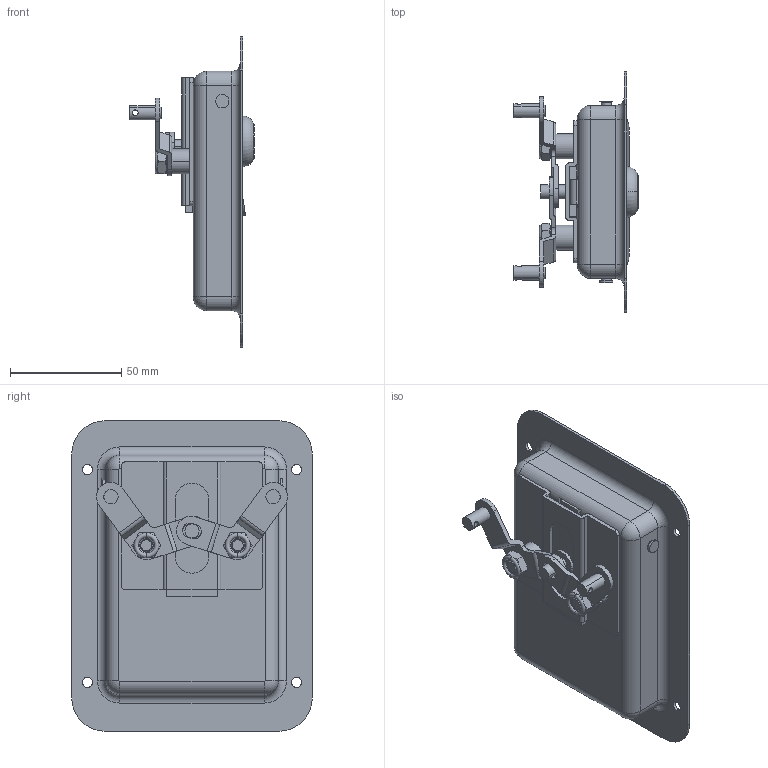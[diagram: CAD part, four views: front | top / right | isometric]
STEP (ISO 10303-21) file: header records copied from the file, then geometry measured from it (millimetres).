
FILE_DESCRIPTION (( 'STEP AP203' ), '1' );
FILE_NAME ('A-1880-1W.STEP', '2020-10-14T08:47:57', ( '' ), ( '' ), 'SwSTEP 2.0', 'SolidWorks 2018', '' );
FILE_SCHEMA (( 'CONFIG_CONTROL_DESIGN' ));
Length unit declared in the file: millimetre
Products named in the file (9): A-1880-1W_傾乕儉B_; A-1880-1W_ハウジング_A-1880-1W; A-1880-1W_ラッチ; A-1880-1W_傾乕儉A_; A-1880-1W_ラッチガイド_; A-1880N-2儗僶乕__A-1880-1W; A-1880N-2儗僶乕幉_; A-1880-1W; A-1880-1W_榋妏僫僢僩ver1.02_M6U僫僢僩(揝)2庬_屇傃宎婎弨
Assembly tree (9 placements, depth 2):
  A-1880-1W
    A-1880-1W_ハウジング_A-1880-1W
    A-1880N-2儗僶乕__A-1880-1W
    A-1880-1W_ラッチガイド_
    A-1880N-2儗僶乕幉_
    A-1880-1W_傾乕儉A_
    A-1880-1W_傾乕儉B_
    A-1880-1W_榋妏僫僢僩ver1.02_M6U僫僢僩(揝)2庬_屇傃宎婎弨  x2
    A-1880-1W_ラッチ
Bounding box: 55.8 x 108 x 139.5 mm (x, y, z)
Volume: 64146.8 mm3; surface area: 75812.5 mm2
Topology: 9 solids, 10 shells, 396 faces, 969 edges, 613 vertices
Faces by surface type: plane 160, cylinder 158, cone 41, torus 33, sphere 2, bspline 2
Entity records: 12322 total; most frequent: CARTESIAN_POINT 2322, DIRECTION 1991, ORIENTED_EDGE 1818, EDGE_CURVE 909, AXIS2_PLACEMENT_3D 760, VERTEX_POINT 579, LINE 471, VECTOR 471
